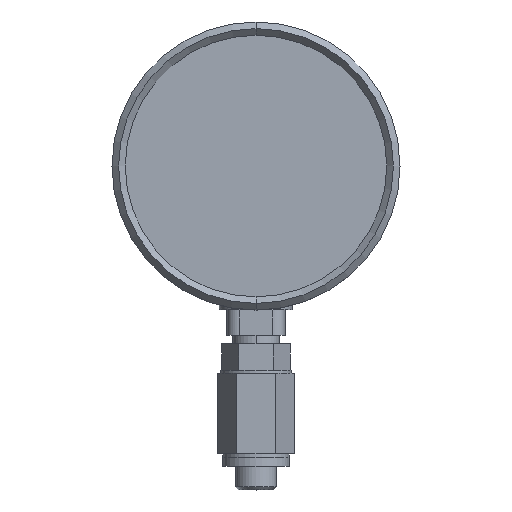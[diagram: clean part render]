
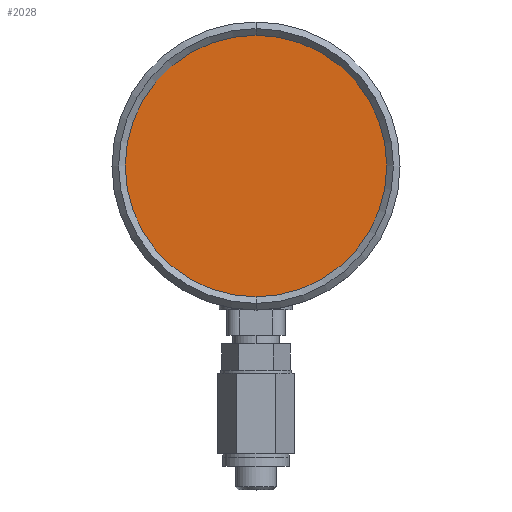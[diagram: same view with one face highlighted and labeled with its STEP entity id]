
A CAD part, top view. The second image highlights one B-rep face of the part: STEP entity #2028.
In plain terms, the highlighted planar face has unit normal (0, 0, 1).
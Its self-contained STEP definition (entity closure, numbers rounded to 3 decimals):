
#767=CARTESIAN_POINT('',(0.,48.959,17.463));
#768=DIRECTION('',(0.,0.,1.));
#769=DIRECTION('',(0.,-1.,0.));
#770=AXIS2_PLACEMENT_3D('',#767,#768,#769);
#780=CARTESIAN_POINT('',(0.,48.959,17.463));
#781=DIRECTION('',(0.,0.,-1.));
#782=DIRECTION('',(0.,-1.,0.));
#783=AXIS2_PLACEMENT_3D('',#780,#781,#782);
#912=CARTESIAN_POINT('',(0.,17.59,17.463));
#914=VERTEX_POINT('',#912);
#920=CARTESIAN_POINT('',(0.,80.328,17.463));
#922=VERTEX_POINT('',#920);
#2019=CARTESIAN_POINT('',(0.,48.959,17.463));
#2020=DIRECTION('',(0.,0.,1.));
#2021=DIRECTION('',(0.,1.,0.));
#2022=AXIS2_PLACEMENT_3D('',#2019,#2020,#2021);
#2023=PLANE('',#2022);
#2024=ORIENTED_EDGE('',*,*,#2014,.T.);
#2025=ORIENTED_EDGE('',*,*,#1998,.F.);
#2026=EDGE_LOOP('',(#2024,#2025));
#2027=FACE_OUTER_BOUND('',#2026,.F.);
#2028=ADVANCED_FACE('',(#2027),#2023,.T.);
#771=CIRCLE('',#770,31.369);
#784=CIRCLE('',#783,31.369);
#1998=EDGE_CURVE('',#914,#922,#771,.T.);
#2014=EDGE_CURVE('',#914,#922,#784,.T.);
